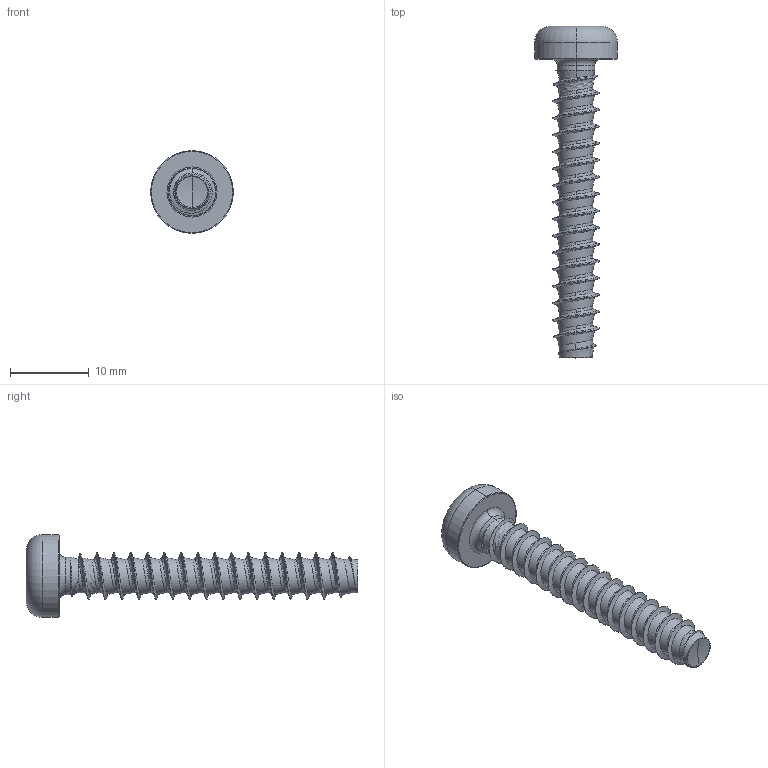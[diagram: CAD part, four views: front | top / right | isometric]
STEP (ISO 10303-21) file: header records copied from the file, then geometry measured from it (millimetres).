
FILE_DESCRIPTION (( 'STEP AP203' ), '1' );
FILE_NAME ('STP390600380.STEP', '2020-09-04T13:50:01', ( '' ), ( '' ), 'SwSTEP 2.0', 'SolidWorks 2015', '' );
FILE_SCHEMA (( 'CONFIG_CONTROL_DESIGN' ));
Length unit declared in the file: millimetre
Products named in the file (2): STP390600380
Bounding box: 10.5 x 42.19 x 10.5 mm (x, y, z)
Volume: 921.1 mm3; surface area: 1151.2 mm2
Topology: 1 solids, 1 shells, 116 faces, 295 edges, 181 vertices
Faces by surface type: cylinder 58, bspline 35, cone 11, torus 6, sphere 4, plane 2
Entity records: 35085 total; most frequent: CARTESIAN_POINT 32587, ORIENTED_EDGE 586, DIRECTION 363, EDGE_CURVE 293, VERTEX_POINT 181, AXIS2_PLACEMENT_3D 145, B_SPLINE_CURVE_WITH_KNOTS 124, EDGE_LOOP 118
